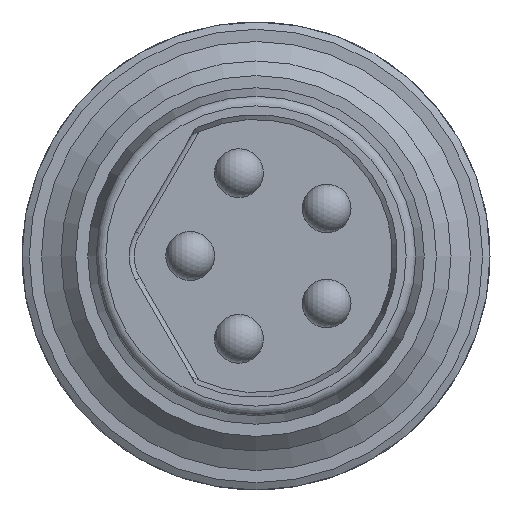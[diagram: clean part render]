
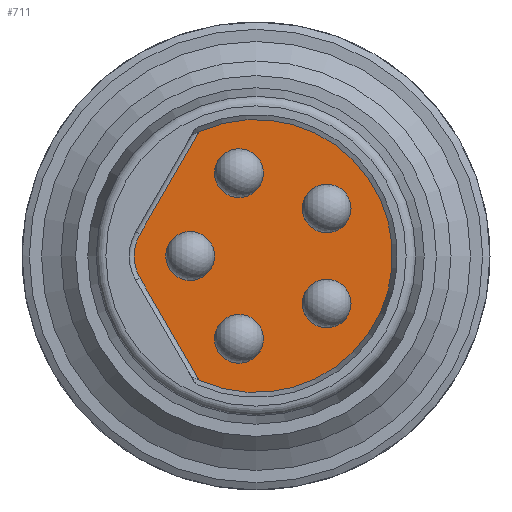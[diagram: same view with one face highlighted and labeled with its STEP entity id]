
A CAD part, front view. The second image highlights one B-rep face of the part: STEP entity #711.
In plain terms, the highlighted planar face has unit normal (0, -1, 0).
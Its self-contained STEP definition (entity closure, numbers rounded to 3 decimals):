
#343=LINE('',#4840,#459);
#345=LINE('',#4878,#461);
#459=VECTOR('',#3068,1.);
#461=VECTOR('',#3080,1.);
#582=PLANE('',#2513);
#711=ADVANCED_FACE('',(#850,#851,#852,#853,#854,#855),#582,.T.);
#850=FACE_BOUND('',#1035,.T.);
#851=FACE_BOUND('',#1036,.T.);
#852=FACE_BOUND('',#1037,.T.);
#853=FACE_BOUND('',#1038,.T.);
#854=FACE_BOUND('',#1039,.T.);
#855=FACE_BOUND('',#1040,.T.);
#1035=EDGE_LOOP('',(#1622));
#1036=EDGE_LOOP('',(#1623));
#1037=EDGE_LOOP('',(#1624));
#1038=EDGE_LOOP('',(#1625));
#1039=EDGE_LOOP('',(#1626));
#1040=EDGE_LOOP('',(#1627,#1628,#1629,#1630,#1631,#1632));
#1622=ORIENTED_EDGE('',*,*,#2144,.F.);
#1623=ORIENTED_EDGE('',*,*,#2145,.F.);
#1624=ORIENTED_EDGE('',*,*,#2146,.F.);
#1625=ORIENTED_EDGE('',*,*,#2147,.F.);
#1626=ORIENTED_EDGE('',*,*,#2148,.F.);
#1627=ORIENTED_EDGE('',*,*,#2143,.T.);
#1628=ORIENTED_EDGE('',*,*,#2119,.T.);
#1629=ORIENTED_EDGE('',*,*,#2125,.T.);
#1630=ORIENTED_EDGE('',*,*,#2139,.T.);
#1631=ORIENTED_EDGE('',*,*,#2132,.T.);
#1632=ORIENTED_EDGE('',*,*,#2129,.T.);
#1833=VERTEX_POINT('',#4808);
#1834=VERTEX_POINT('',#4809);
#1837=VERTEX_POINT('',#4839);
#1838=VERTEX_POINT('',#4848);
#1840=VERTEX_POINT('',#4854);
#1842=VERTEX_POINT('',#4879);
#1848=VERTEX_POINT('',#4922);
#1849=VERTEX_POINT('',#4924);
#1850=VERTEX_POINT('',#4926);
#1851=VERTEX_POINT('',#4928);
#1852=VERTEX_POINT('',#4930);
#2119=EDGE_CURVE('',#1833,#1834,#2250,.T.);
#2125=EDGE_CURVE('',#1834,#1837,#343,.T.);
#2129=EDGE_CURVE('',#1838,#1840,#2254,.T.);
#2132=EDGE_CURVE('',#1842,#1838,#345,.T.);
#2139=EDGE_CURVE('',#1837,#1842,#2257,.T.);
#2143=EDGE_CURVE('',#1840,#1833,#2261,.T.);
#2144=EDGE_CURVE('',#1848,#1848,#2262,.T.);
#2145=EDGE_CURVE('',#1849,#1849,#2263,.T.);
#2146=EDGE_CURVE('',#1850,#1850,#2264,.T.);
#2147=EDGE_CURVE('',#1851,#1851,#2265,.T.);
#2148=EDGE_CURVE('',#1852,#1852,#2266,.T.);
#2250=CIRCLE('',#2482,0.1);
#2254=CIRCLE('',#2489,0.1);
#2257=CIRCLE('',#2497,0.9);
#2261=CIRCLE('',#2506,2.8);
#2262=CIRCLE('',#2508,0.5);
#2263=CIRCLE('',#2509,0.5);
#2264=CIRCLE('',#2510,0.5);
#2265=CIRCLE('',#2511,0.5);
#2266=CIRCLE('',#2512,0.5);
#2482=AXIS2_PLACEMENT_3D('',#4807,#3059,#3060);
#2489=AXIS2_PLACEMENT_3D('',#4855,#3075,#3076);
#2497=AXIS2_PLACEMENT_3D('',#4907,#3095,#3096);
#2506=AXIS2_PLACEMENT_3D('',#4919,#3113,#3114);
#2508=AXIS2_PLACEMENT_3D('',#4921,#3117,#3118);
#2509=AXIS2_PLACEMENT_3D('',#4923,#3119,#3120);
#2510=AXIS2_PLACEMENT_3D('',#4925,#3121,#3122);
#2511=AXIS2_PLACEMENT_3D('',#4927,#3123,#3124);
#2512=AXIS2_PLACEMENT_3D('',#4929,#3125,#3126);
#2513=AXIS2_PLACEMENT_3D('',#4931,#3127,#3128);
#3059=DIRECTION('',(0.,-1.,0.));
#3060=DIRECTION('',(0.,0.,1.));
#3068=DIRECTION('',(-0.5,0.,-0.866));
#3075=DIRECTION('',(0.,-1.,0.));
#3076=DIRECTION('',(0.,0.,1.));
#3080=DIRECTION('',(0.5,0.,-0.866));
#3095=DIRECTION('',(0.,-1.,0.));
#3096=DIRECTION('',(0.,0.,1.));
#3113=DIRECTION('',(0.,-1.,0.));
#3114=DIRECTION('',(0.,0.,1.));
#3117=DIRECTION('',(0.,-1.,0.));
#3118=DIRECTION('',(0.,0.,1.));
#3119=DIRECTION('',(0.,-1.,0.));
#3120=DIRECTION('',(0.,0.,1.));
#3121=DIRECTION('',(0.,-1.,0.));
#3122=DIRECTION('',(0.,0.,1.));
#3123=DIRECTION('',(0.,-1.,0.));
#3124=DIRECTION('',(0.,0.,1.));
#3125=DIRECTION('',(0.,-1.,0.));
#3126=DIRECTION('',(0.,0.,1.));
#3127=DIRECTION('',(0.,-1.,0.));
#3128=DIRECTION('',(0.,0.,-1.));
#4807=CARTESIAN_POINT('',(48.9,17.45,25.816));
#4808=CARTESIAN_POINT('',(48.859,17.45,25.907));
#4809=CARTESIAN_POINT('',(48.813,17.45,25.866));
#4839=CARTESIAN_POINT('',(47.621,17.45,23.8));
#4840=CARTESIAN_POINT('',(46.765,17.45,22.318));
#4848=CARTESIAN_POINT('',(48.813,17.45,20.834));
#4854=CARTESIAN_POINT('',(48.859,17.45,20.793));
#4855=CARTESIAN_POINT('',(48.9,17.45,20.884));
#4878=CARTESIAN_POINT('',(49.276,17.45,20.032));
#4879=CARTESIAN_POINT('',(47.621,17.45,22.9));
#4907=CARTESIAN_POINT('',(48.4,17.45,23.35));
#4919=CARTESIAN_POINT('',(50.,17.45,23.35));
#4921=CARTESIAN_POINT('',(48.65,17.45,23.35));
#4922=CARTESIAN_POINT('',(48.65,17.45,23.85));
#4923=CARTESIAN_POINT('',(51.45,17.45,22.375));
#4924=CARTESIAN_POINT('',(51.45,17.45,22.875));
#4925=CARTESIAN_POINT('',(49.65,17.45,25.05));
#4926=CARTESIAN_POINT('',(49.65,17.45,25.55));
#4927=CARTESIAN_POINT('',(49.65,17.45,21.65));
#4928=CARTESIAN_POINT('',(49.65,17.45,22.15));
#4929=CARTESIAN_POINT('',(51.45,17.45,24.325));
#4930=CARTESIAN_POINT('',(51.45,17.45,24.825));
#4931=CARTESIAN_POINT('',(50.,17.45,20.45));
